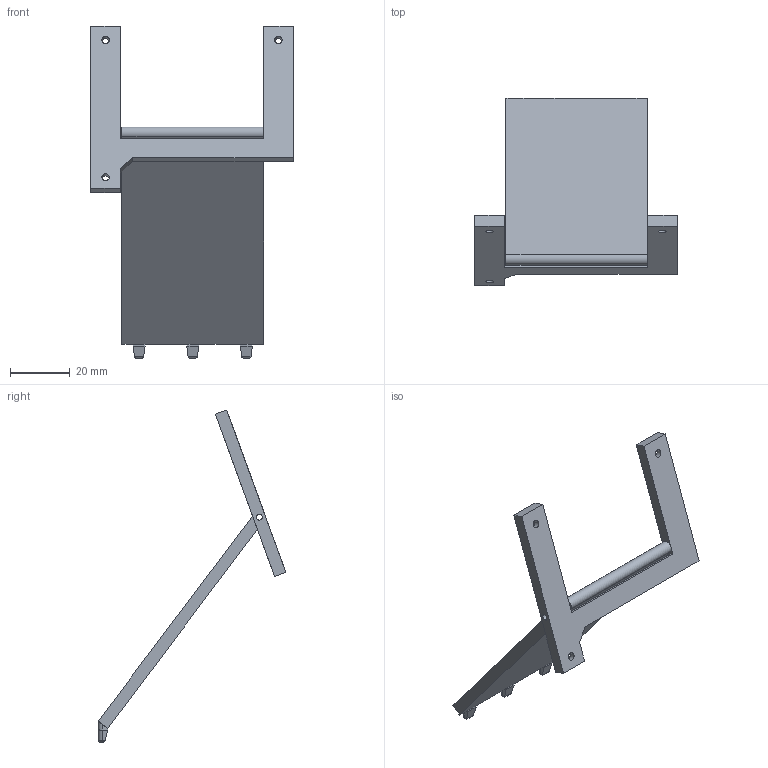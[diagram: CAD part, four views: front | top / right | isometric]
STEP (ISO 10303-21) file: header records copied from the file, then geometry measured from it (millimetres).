
FILE_DESCRIPTION(/* description */ ('','CAx-IF Rec.Pracs.---Representation and Presentation of Product Manufacturing Information (PMI)---4.0---2014-10-13'),/* implementation_level */ '2;1');
FILE_NAME(/* name */ 'TFT-Kickstand v4.step',/* time_stamp */ '2025-02-20T20:09:42+01:00',/* author */ (''),/* organization */ (''),/* preprocessor_version */ 'ST-DEVELOPER v20',/* originating_system */ 'Autodesk Translation Framework v13.20.0.188',/* authorisation */ '');
FILE_SCHEMA (('AP242_MANAGED_MODEL_BASED_3D_ENGINEERING_MIM_LF { 1 0 10303 442 1 1 4 }'));
Length unit declared in the file: millimetre
Products named in the file (1): TFT-Scharnier
Bounding box: 68 x 62.97 x 111.36 mm (x, y, z)
Volume: 22046.2 mm3; surface area: 14139.5 mm2
Topology: 2 solids, 2 shells, 91 faces, 228 edges, 141 vertices
Faces by surface type: plane 46, cylinder 31, bspline 11, cone 3
Full cylindrical faces by diameter (mm): 2 x3, 2.5 x3
Entity records: 3192 total; most frequent: CARTESIAN_POINT 960, ORIENTED_EDGE 456, DIRECTION 445, EDGE_CURVE 228, LINE 153, VECTOR 153, AXIS2_PLACEMENT_3D 146, VERTEX_POINT 141
